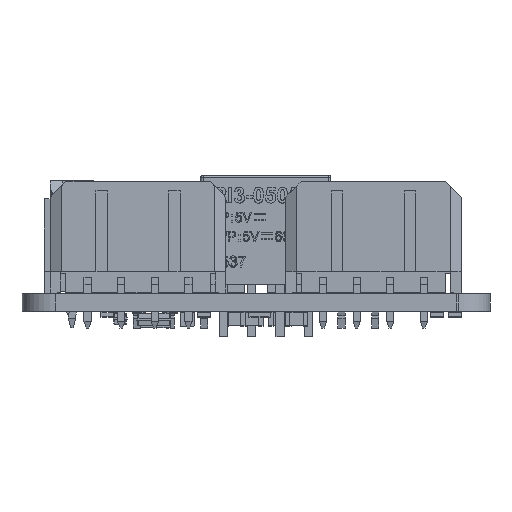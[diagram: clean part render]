
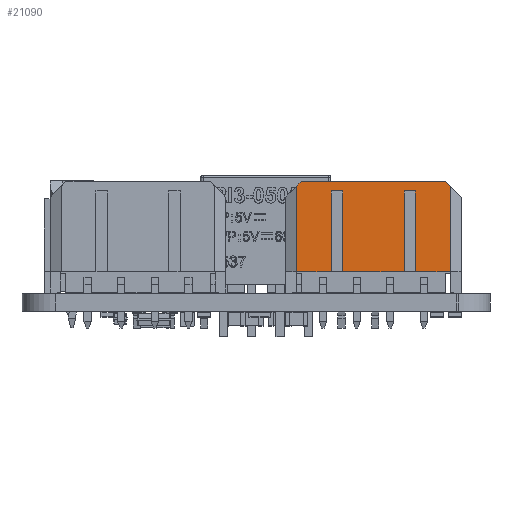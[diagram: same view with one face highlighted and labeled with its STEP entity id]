
A CAD part, front view. The second image highlights one B-rep face of the part: STEP entity #21090.
In plain terms, the highlighted planar face has unit normal (0, -1, 0).
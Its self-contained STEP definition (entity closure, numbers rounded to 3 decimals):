
#15276 = VERTEX_POINT('',#15277);
#15277 = CARTESIAN_POINT('',(6.425,-1.93,4.95));
#15283 = EDGE_CURVE('',#15284,#15276,#15286,.T.);
#15284 = VERTEX_POINT('',#15285);
#15285 = CARTESIAN_POINT('',(-6.425,-1.93,4.95));
#15286 = LINE('',#15287,#15288);
#15287 = CARTESIAN_POINT('',(-6.425,-1.93,4.95));
#15288 = VECTOR('',#15289,1.);
#15289 = DIRECTION('',(1.,0.,0.));
#20970 = EDGE_CURVE('',#15284,#20971,#20973,.T.);
#20971 = VERTEX_POINT('',#20972);
#20972 = CARTESIAN_POINT('',(-6.865,-1.93,4.51));
#20973 = LINE('',#20974,#20975);
#20974 = CARTESIAN_POINT('',(-6.425,-1.93,4.95));
#20975 = VECTOR('',#20976,1.);
#20976 = DIRECTION('',(-0.707,0.,-0.707));
#21047 = VERTEX_POINT('',#21048);
#21048 = CARTESIAN_POINT('',(6.865,-1.93,4.51));
#21054 = EDGE_CURVE('',#21047,#15276,#21055,.T.);
#21055 = LINE('',#21056,#21057);
#21056 = CARTESIAN_POINT('',(6.865,-1.93,4.51));
#21057 = VECTOR('',#21058,1.);
#21058 = DIRECTION('',(-0.707,0.,0.707));
#21069 = EDGE_CURVE('',#21047,#21070,#21072,.T.);
#21070 = VERTEX_POINT('',#21071);
#21071 = CARTESIAN_POINT('',(6.865,-1.93,-3.1));
#21072 = LINE('',#21073,#21074);
#21073 = CARTESIAN_POINT('',(6.865,-1.93,4.51));
#21074 = VECTOR('',#21075,1.);
#21075 = DIRECTION('',(0.,0.,-1.));
#21090 = ADVANCED_FACE('',(#21091),#21175,.T.);
#21091 = FACE_BOUND('',#21092,.F.);
#21092 = EDGE_LOOP('',(#21093,#21103,#21111,#21119,#21127,#21135,#21143,
    #21149,#21150,#21151,#21152,#21153,#21161,#21169));
#21093 = ORIENTED_EDGE('',*,*,#21094,.F.);
#21094 = EDGE_CURVE('',#21095,#21097,#21099,.T.);
#21095 = VERTEX_POINT('',#21096);
#21096 = CARTESIAN_POINT('',(2.75,-1.93,-3.1));
#21097 = VERTEX_POINT('',#21098);
#21098 = CARTESIAN_POINT('',(2.75,-1.93,4.1));
#21099 = LINE('',#21100,#21101);
#21100 = CARTESIAN_POINT('',(2.75,-1.93,-3.1));
#21101 = VECTOR('',#21102,1.);
#21102 = DIRECTION('',(0.,0.,1.));
#21103 = ORIENTED_EDGE('',*,*,#21104,.T.);
#21104 = EDGE_CURVE('',#21095,#21105,#21107,.T.);
#21105 = VERTEX_POINT('',#21106);
#21106 = CARTESIAN_POINT('',(-2.75,-1.93,-3.1));
#21107 = LINE('',#21108,#21109);
#21108 = CARTESIAN_POINT('',(2.75,-1.93,-3.1));
#21109 = VECTOR('',#21110,1.);
#21110 = DIRECTION('',(-1.,0.,0.));
#21111 = ORIENTED_EDGE('',*,*,#21112,.T.);
#21112 = EDGE_CURVE('',#21105,#21113,#21115,.T.);
#21113 = VERTEX_POINT('',#21114);
#21114 = CARTESIAN_POINT('',(-2.75,-1.93,4.1));
#21115 = LINE('',#21116,#21117);
#21116 = CARTESIAN_POINT('',(-2.75,-1.93,-3.1));
#21117 = VECTOR('',#21118,1.);
#21118 = DIRECTION('',(0.,0.,1.));
#21119 = ORIENTED_EDGE('',*,*,#21120,.T.);
#21120 = EDGE_CURVE('',#21113,#21121,#21123,.T.);
#21121 = VERTEX_POINT('',#21122);
#21122 = CARTESIAN_POINT('',(-3.75,-1.93,4.1));
#21123 = LINE('',#21124,#21125);
#21124 = CARTESIAN_POINT('',(-2.75,-1.93,4.1));
#21125 = VECTOR('',#21126,1.);
#21126 = DIRECTION('',(-1.,0.,0.));
#21127 = ORIENTED_EDGE('',*,*,#21128,.F.);
#21128 = EDGE_CURVE('',#21129,#21121,#21131,.T.);
#21129 = VERTEX_POINT('',#21130);
#21130 = CARTESIAN_POINT('',(-3.75,-1.93,-3.1));
#21131 = LINE('',#21132,#21133);
#21132 = CARTESIAN_POINT('',(-3.75,-1.93,-3.1));
#21133 = VECTOR('',#21134,1.);
#21134 = DIRECTION('',(0.,0.,1.));
#21135 = ORIENTED_EDGE('',*,*,#21136,.T.);
#21136 = EDGE_CURVE('',#21129,#21137,#21139,.T.);
#21137 = VERTEX_POINT('',#21138);
#21138 = CARTESIAN_POINT('',(-6.865,-1.93,-3.1));
#21139 = LINE('',#21140,#21141);
#21140 = CARTESIAN_POINT('',(-3.75,-1.93,-3.1));
#21141 = VECTOR('',#21142,1.);
#21142 = DIRECTION('',(-1.,0.,0.));
#21143 = ORIENTED_EDGE('',*,*,#21144,.T.);
#21144 = EDGE_CURVE('',#21137,#20971,#21145,.T.);
#21145 = LINE('',#21146,#21147);
#21146 = CARTESIAN_POINT('',(-6.865,-1.93,-3.1));
#21147 = VECTOR('',#21148,1.);
#21148 = DIRECTION('',(0.,0.,1.));
#21149 = ORIENTED_EDGE('',*,*,#20970,.F.);
#21150 = ORIENTED_EDGE('',*,*,#15283,.T.);
#21151 = ORIENTED_EDGE('',*,*,#21054,.F.);
#21152 = ORIENTED_EDGE('',*,*,#21069,.T.);
#21153 = ORIENTED_EDGE('',*,*,#21154,.T.);
#21154 = EDGE_CURVE('',#21070,#21155,#21157,.T.);
#21155 = VERTEX_POINT('',#21156);
#21156 = CARTESIAN_POINT('',(3.75,-1.93,-3.1));
#21157 = LINE('',#21158,#21159);
#21158 = CARTESIAN_POINT('',(6.865,-1.93,-3.1));
#21159 = VECTOR('',#21160,1.);
#21160 = DIRECTION('',(-1.,0.,0.));
#21161 = ORIENTED_EDGE('',*,*,#21162,.T.);
#21162 = EDGE_CURVE('',#21155,#21163,#21165,.T.);
#21163 = VERTEX_POINT('',#21164);
#21164 = CARTESIAN_POINT('',(3.75,-1.93,4.1));
#21165 = LINE('',#21166,#21167);
#21166 = CARTESIAN_POINT('',(3.75,-1.93,-3.1));
#21167 = VECTOR('',#21168,1.);
#21168 = DIRECTION('',(0.,0.,1.));
#21169 = ORIENTED_EDGE('',*,*,#21170,.T.);
#21170 = EDGE_CURVE('',#21163,#21097,#21171,.T.);
#21171 = LINE('',#21172,#21173);
#21172 = CARTESIAN_POINT('',(3.75,-1.93,4.1));
#21173 = VECTOR('',#21174,1.);
#21174 = DIRECTION('',(-1.,0.,0.));
#21175 = PLANE('',#21176);
#21176 = AXIS2_PLACEMENT_3D('',#21177,#21178,#21179);
#21177 = CARTESIAN_POINT('',(-7.825,-1.93,4.95));
#21178 = DIRECTION('',(0.,-1.,0.));
#21179 = DIRECTION('',(0.,0.,-1.));
